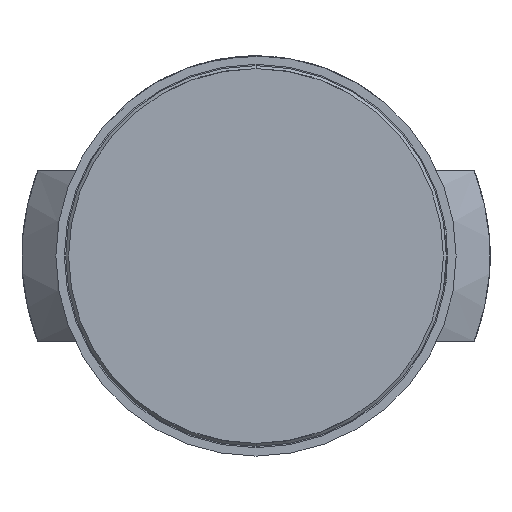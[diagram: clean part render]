
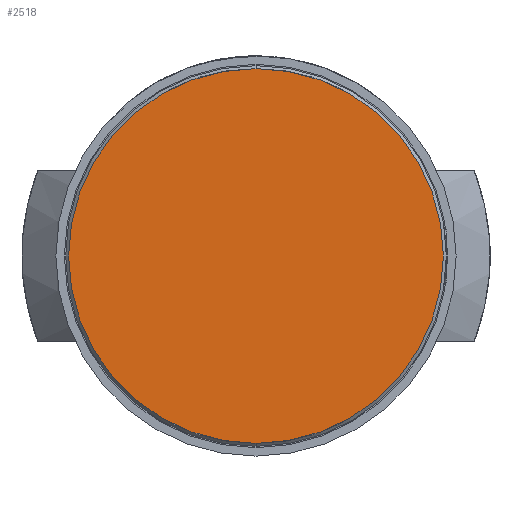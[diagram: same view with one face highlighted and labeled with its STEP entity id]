
A CAD part, front view. The second image highlights one B-rep face of the part: STEP entity #2518.
In plain terms, the highlighted planar face has unit normal (0, -1, 0).
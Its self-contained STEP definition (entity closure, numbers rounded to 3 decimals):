
#79 = CARTESIAN_POINT ( 'NONE',  ( -2.2, 0., 0. ) ) ;
#1325 = ORIENTED_EDGE ( 'NONE', *, *, #4189, .T. ) ;
#1420 = CARTESIAN_POINT ( 'NONE',  ( 2.2, 0., 0. ) ) ;
#1540 = CARTESIAN_POINT ( 'NONE',  ( 0., 0., 0. ) ) ;
#1567 = EDGE_CURVE ( 'Defeature ausgef�hrt1_7+Defeature ausgef�hrt1_14+Defeature ausgef�hrt1_14+Defeature ausgef�hrt1_14', #2236, #3313, #4906, .T. ) ;
#1634 = PLANE ( 'NONE',  #4379 ) ;
#1856 = CIRCLE ( 'NONE', #3190, 2.2 ) ;
#1858 = DIRECTION ( 'NONE',  ( 0., -1., 0. ) ) ;
#1985 = CARTESIAN_POINT ( 'NONE',  ( 0., 0., -1.9 ) ) ;
#2029 = DIRECTION ( 'NONE',  ( 0., 1., 0. ) ) ;
#2236 = VERTEX_POINT ( 'NONE', #1420 ) ;
#2518 = ADVANCED_FACE ( 'Defeature ausgef�hrt1_7', ( #3310 ), #1634, .F. ) ;
#2873 = DIRECTION ( 'NONE',  ( 1., 0., 0. ) ) ;
#3190 = AXIS2_PLACEMENT_3D ( 'NONE', #1540, #1858, #5179 ) ;
#3310 = FACE_OUTER_BOUND ( 'NONE', #4860, .T. ) ;
#3313 = VERTEX_POINT ( 'NONE', #79 ) ;
#3514 = CARTESIAN_POINT ( 'NONE',  ( 0., 0., 0. ) ) ;
#3804 = ORIENTED_EDGE ( 'NONE', *, *, #1567, .T. ) ;
#4125 = DIRECTION ( 'NONE',  ( -1., 0., 0. ) ) ;
#4189 = EDGE_CURVE ( 'Defeature ausgef�hrt1_7+Defeature ausgef�hrt1_14+Defeature ausgef�hrt1_14+Defeature ausgef�hrt1_14', #3313, #2236, #1856, .T. ) ;
#4379 = AXIS2_PLACEMENT_3D ( 'NONE', #1985, #2029, #2873 ) ;
#4783 = AXIS2_PLACEMENT_3D ( 'NONE', #3514, #4963, #4125 ) ;
#4860 = EDGE_LOOP ( 'NONE', ( #1325, #3804 ) ) ;
#4906 = CIRCLE ( 'NONE', #4783, 2.2 ) ;
#4963 = DIRECTION ( 'NONE',  ( 0., -1., 0. ) ) ;
#5179 = DIRECTION ( 'NONE',  ( -1., 0., 0. ) ) ;
